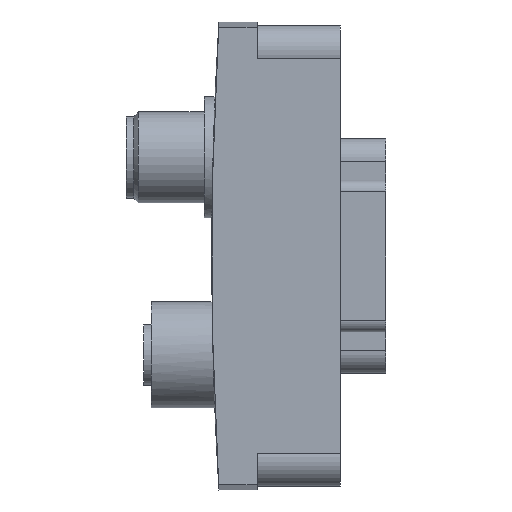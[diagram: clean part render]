
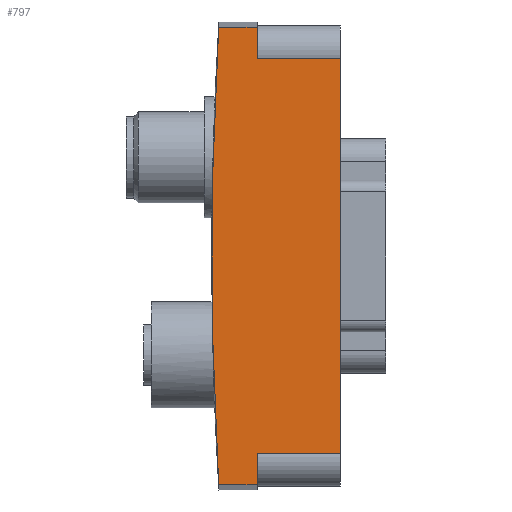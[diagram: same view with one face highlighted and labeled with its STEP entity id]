
A CAD part, left-side view. The second image highlights one B-rep face of the part: STEP entity #797.
In plain terms, the highlighted planar face has unit normal (-1, 0, 0).
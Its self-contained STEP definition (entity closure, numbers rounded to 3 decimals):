
#50=CIRCLE('',#863,500.);
#89=ORIENTED_EDGE('',*,*,#303,.F.);
#90=ORIENTED_EDGE('',*,*,#304,.T.);
#91=ORIENTED_EDGE('',*,*,#305,.F.);
#92=ORIENTED_EDGE('',*,*,#306,.T.);
#93=ORIENTED_EDGE('',*,*,#307,.T.);
#94=ORIENTED_EDGE('',*,*,#308,.T.);
#95=ORIENTED_EDGE('',*,*,#309,.F.);
#96=ORIENTED_EDGE('',*,*,#310,.T.);
#303=EDGE_CURVE('',#410,#411,#489,.T.);
#304=EDGE_CURVE('',#410,#412,#490,.T.);
#305=EDGE_CURVE('',#413,#412,#491,.T.);
#306=EDGE_CURVE('',#413,#414,#50,.F.);
#307=EDGE_CURVE('',#414,#415,#492,.T.);
#308=EDGE_CURVE('',#415,#416,#493,.T.);
#309=EDGE_CURVE('',#417,#416,#494,.T.);
#310=EDGE_CURVE('',#417,#411,#495,.T.);
#410=VERTEX_POINT('',#1202);
#411=VERTEX_POINT('',#1203);
#412=VERTEX_POINT('',#1205);
#413=VERTEX_POINT('',#1207);
#414=VERTEX_POINT('',#1209);
#415=VERTEX_POINT('',#1211);
#416=VERTEX_POINT('',#1213);
#417=VERTEX_POINT('',#1215);
#489=LINE('',#1201,#551);
#490=LINE('',#1204,#552);
#491=LINE('',#1206,#553);
#492=LINE('',#1210,#554);
#493=LINE('',#1212,#555);
#494=LINE('',#1214,#556);
#495=LINE('',#1216,#557);
#551=VECTOR('',#957,1000.);
#552=VECTOR('',#958,1000.);
#553=VECTOR('',#959,1000.);
#554=VECTOR('',#962,1000.);
#555=VECTOR('',#963,1000.);
#556=VECTOR('',#964,1000.);
#557=VECTOR('',#965,1000.);
#613=EDGE_LOOP('',(#89,#90,#91,#92,#93,#94,#95,#96));
#691=FACE_BOUND('',#613,.T.);
#769=PLANE('',#862);
#797=ADVANCED_FACE('',(#691),#769,.F.);
#862=AXIS2_PLACEMENT_3D('',#1200,#955,#956);
#863=AXIS2_PLACEMENT_3D('',#1208,#960,#961);
#955=DIRECTION('',(1.,0.,0.));
#956=DIRECTION('',(0.,0.,-1.));
#957=DIRECTION('',(0.,-1.,0.));
#958=DIRECTION('',(0.,0.,1.));
#959=DIRECTION('',(0.,-1.,0.));
#960=DIRECTION('',(1.,0.,0.));
#961=DIRECTION('',(0.,0.,-1.));
#962=DIRECTION('',(0.,-1.,0.));
#963=DIRECTION('',(0.,0.,1.));
#964=DIRECTION('',(0.,1.,0.));
#965=DIRECTION('',(0.,0.,1.));
#1200=CARTESIAN_POINT('',(-10.2,30.,-30.255));
#1201=CARTESIAN_POINT('',(-10.2,30.,26.05));
#1202=CARTESIAN_POINT('',(-10.2,11.,26.05));
#1203=CARTESIAN_POINT('',(-10.2,0.,26.05));
#1204=CARTESIAN_POINT('',(-10.2,11.,-30.255));
#1205=CARTESIAN_POINT('',(-10.2,11.,30.255));
#1206=CARTESIAN_POINT('',(-10.2,30.,30.255));
#1207=CARTESIAN_POINT('',(-10.2,16.084,30.255));
#1208=CARTESIAN_POINT('',(-10.2,-483.,0.));
#1209=CARTESIAN_POINT('',(-10.2,16.084,-30.255));
#1210=CARTESIAN_POINT('',(-10.2,30.,-30.255));
#1211=CARTESIAN_POINT('',(-10.2,11.,-30.255));
#1212=CARTESIAN_POINT('',(-10.2,11.,-30.255));
#1213=CARTESIAN_POINT('',(-10.2,11.,-26.05));
#1214=CARTESIAN_POINT('',(-10.2,30.,-26.05));
#1215=CARTESIAN_POINT('',(-10.2,0.,-26.05));
#1216=CARTESIAN_POINT('',(-10.2,0.,-30.255));
